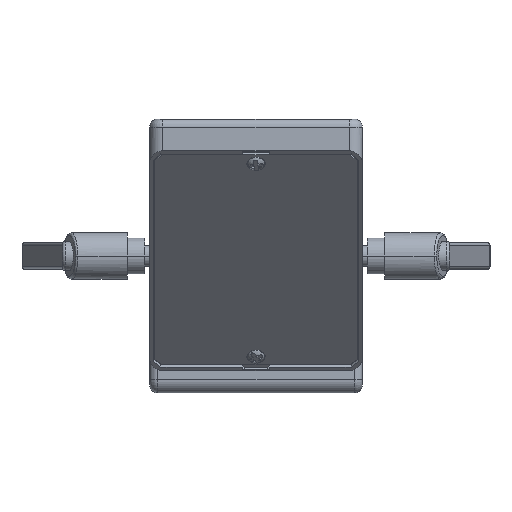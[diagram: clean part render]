
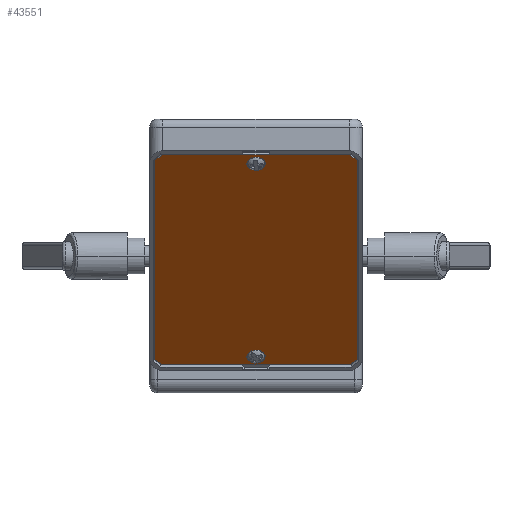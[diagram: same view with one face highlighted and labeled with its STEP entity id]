
A CAD part, front view. The second image highlights one B-rep face of the part: STEP entity #43551.
In plain terms, the highlighted face is planar.
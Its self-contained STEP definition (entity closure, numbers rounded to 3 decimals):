
#40 = EDGE_CURVE ( 'NONE', #39631, #39629, #31647, .T. ) ;
#11219 = CARTESIAN_POINT ( 'NONE',  ( -35.3, 13.442, -92.85 ) ) ;
#11222 = CARTESIAN_POINT ( 'NONE',  ( -38.3, 90.729, -15.564 ) ) ;
#11248 = CARTESIAN_POINT ( 'NONE',  ( 38.3, 15.564, -90.729 ) ) ;
#11286 = CARTESIAN_POINT ( 'NONE',  ( 35.3, 13.442, -92.85 ) ) ;
#11293 = CARTESIAN_POINT ( 'NONE',  ( 38.3, 90.729, -15.564 ) ) ;
#11303 = CARTESIAN_POINT ( 'NONE',  ( -38.3, 15.564, -90.729 ) ) ;
#11318 = CARTESIAN_POINT ( 'NONE',  ( -35.3, 92.85, -13.442 ) ) ;
#11339 = CARTESIAN_POINT ( 'NONE',  ( 35.3, 92.85, -13.442 ) ) ;
#12530 = CARTESIAN_POINT ( 'NONE',  ( 3.213, 16.443, -89.85 ) ) ;
#12614 = CARTESIAN_POINT ( 'NONE',  ( -3.213, 17.018, -89.275 ) ) ;
#12636 = CARTESIAN_POINT ( 'NONE',  ( -1.554, 87.553, -18.74 ) ) ;
#12668 = ORIENTED_EDGE ( 'NONE', *, *, #43385, .F. ) ;
#12670 = ORIENTED_EDGE ( 'NONE', *, *, #43340, .T. ) ;
#12714 = ORIENTED_EDGE ( 'NONE', *, *, #43404, .T. ) ;
#12718 = ORIENTED_EDGE ( 'NONE', *, *, #43355, .T. ) ;
#12719 = CARTESIAN_POINT ( 'NONE',  ( 1.554, 91.572, -14.721 ) ) ;
#12728 = ORIENTED_EDGE ( 'NONE', *, *, #43300, .T. ) ;
#12730 = ORIENTED_EDGE ( 'NONE', *, *, #44540, .F. ) ;
#12738 = ORIENTED_EDGE ( 'NONE', *, *, #43472, .T. ) ;
#12755 = ORIENTED_EDGE ( 'NONE', *, *, #43311, .T. ) ;
#12757 = ORIENTED_EDGE ( 'NONE', *, *, #40, .F. ) ;
#12773 = ORIENTED_EDGE ( 'NONE', *, *, #43400, .F. ) ;
#12779 = ORIENTED_EDGE ( 'NONE', *, *, #43439, .T. ) ;
#12857 = ORIENTED_EDGE ( 'NONE', *, *, #43381, .T. ) ;
#14838 = VECTOR ( 'NONE', #19566, 1000. ) ;
#14864 = VECTOR ( 'NONE', #19445, 1000. ) ;
#14887 = VECTOR ( 'NONE', #24983, 1000. ) ;
#14903 = VECTOR ( 'NONE', #24743, 1000. ) ;
#14904 = AXIS2_PLACEMENT_3D ( 'NONE', #24960, #24968, #24961 ) ;
#14908 = VECTOR ( 'NONE', #19993, 1000. ) ;
#14913 = AXIS2_PLACEMENT_3D ( 'NONE', #24823, #24816, #24792 ) ;
#14916 = CIRCLE ( 'NONE', #14904, 3.239 ) ;
#14917 = VECTOR ( 'NONE', #19831, 1000. ) ;
#14943 = CIRCLE ( 'NONE', #14913, 3.239 ) ;
#14948 = VECTOR ( 'NONE', #25570, 1000. ) ;
#14974 = VECTOR ( 'NONE', #25368, 1000. ) ;
#15111 = AXIS2_PLACEMENT_3D ( 'NONE', #30748, #30752, #30753 ) ;
#16062 = DIRECTION ( 'NONE',  ( 0.48, 0.62, 0.62 ) ) ;
#16067 = CARTESIAN_POINT ( 'NONE',  ( 0., 89.562, -16.73 ) ) ;
#16068 = DIRECTION ( 'NONE',  ( 0., 0.707, -0.707 ) ) ;
#19445 = DIRECTION ( 'NONE',  ( 0.707, 0.5, 0.5 ) ) ;
#19452 = CARTESIAN_POINT ( 'NONE',  ( -38.3, 90.729, -15.564 ) ) ;
#19453 = LINE ( 'NONE', #19452, #14864 ) ;
#19553 = CARTESIAN_POINT ( 'NONE',  ( -38.3, 15.564, -90.729 ) ) ;
#19566 = DIRECTION ( 'NONE',  ( 0., 0.707, 0.707 ) ) ;
#19570 = LINE ( 'NONE', #19553, #14838 ) ;
#19807 = LINE ( 'NONE', #19837, #14917 ) ;
#19831 = DIRECTION ( 'NONE',  ( 1., 0., 0. ) ) ;
#19837 = CARTESIAN_POINT ( 'NONE',  ( 35.3, 92.85, -13.442 ) ) ;
#19990 = CARTESIAN_POINT ( 'NONE',  ( -35.3, 13.442, -92.85 ) ) ;
#19993 = DIRECTION ( 'NONE',  ( -0.707, 0.5, 0.5 ) ) ;
#20026 = LINE ( 'NONE', #19990, #14908 ) ;
#24741 = LINE ( 'NONE', #24748, #14903 ) ;
#24743 = DIRECTION ( 'NONE',  ( -1., 0., 0. ) ) ;
#24748 = CARTESIAN_POINT ( 'NONE',  ( 35.3, 13.442, -92.85 ) ) ;
#24792 = DIRECTION ( 'NONE',  ( 0.48, 0.62, 0.62 ) ) ;
#24816 = DIRECTION ( 'NONE',  ( 0., 0.707, -0.707 ) ) ;
#24823 = CARTESIAN_POINT ( 'NONE',  ( 0., 89.562, -16.73 ) ) ;
#24946 = CARTESIAN_POINT ( 'NONE',  ( 38.3, 15.564, -90.729 ) ) ;
#24960 = CARTESIAN_POINT ( 'NONE',  ( 0., 16.73, -89.562 ) ) ;
#24961 = DIRECTION ( 'NONE',  ( 0.992, -0.089, -0.089 ) ) ;
#24968 = DIRECTION ( 'NONE',  ( 0., 0.707, -0.707 ) ) ;
#24983 = DIRECTION ( 'NONE',  ( 0., -0.707, -0.707 ) ) ;
#24989 = LINE ( 'NONE', #24946, #14887 ) ;
#25340 = LINE ( 'NONE', #25373, #14974 ) ;
#25368 = DIRECTION ( 'NONE',  ( 0.707, -0.5, -0.5 ) ) ;
#25373 = CARTESIAN_POINT ( 'NONE',  ( 38.3, 90.729, -15.564 ) ) ;
#25570 = DIRECTION ( 'NONE',  ( -0.707, -0.5, -0.5 ) ) ;
#25615 = CARTESIAN_POINT ( 'NONE',  ( 35.3, 13.442, -92.85 ) ) ;
#25616 = LINE ( 'NONE', #25615, #14948 ) ;
#30732 = FACE_BOUND ( 'NONE', #35209, .T. ) ;
#30744 = FACE_BOUND ( 'NONE', #35208, .T. ) ;
#30746 = FACE_OUTER_BOUND ( 'NONE', #35177, .T. ) ;
#30747 = PLANE ( 'NONE',  #15111 ) ;
#30748 = CARTESIAN_POINT ( 'NONE',  ( 0., 53.146, -53.146 ) ) ;
#30752 = DIRECTION ( 'NONE',  ( 0., -0.707, 0.707 ) ) ;
#30753 = DIRECTION ( 'NONE',  ( 1., 0., 0. ) ) ;
#31647 = CIRCLE ( 'NONE', #31689, 3.239 ) ;
#31689 = AXIS2_PLACEMENT_3D ( 'NONE', #16067, #16068, #16062 ) ;
#35177 = EDGE_LOOP ( 'NONE', ( #12714, #12738, #12857, #12718, #12755, #12728, #12670, #12779 ) ) ;
#35208 = EDGE_LOOP ( 'NONE', ( #12730, #12773 ) ) ;
#35209 = EDGE_LOOP ( 'NONE', ( #12757, #12668 ) ) ;
#35913 = AXIS2_PLACEMENT_3D ( 'NONE', #37984, #37994, #37985 ) ;
#35938 = CIRCLE ( 'NONE', #35913, 3.239 ) ;
#37308 = VERTEX_POINT ( 'NONE', #11222 ) ;
#37330 = VERTEX_POINT ( 'NONE', #11219 ) ;
#37395 = VERTEX_POINT ( 'NONE', #11248 ) ;
#37426 = VERTEX_POINT ( 'NONE', #11318 ) ;
#37434 = VERTEX_POINT ( 'NONE', #11303 ) ;
#37467 = VERTEX_POINT ( 'NONE', #11286 ) ;
#37505 = VERTEX_POINT ( 'NONE', #11293 ) ;
#37550 = VERTEX_POINT ( 'NONE', #11339 ) ;
#37984 = CARTESIAN_POINT ( 'NONE',  ( 0., 16.73, -89.562 ) ) ;
#37985 = DIRECTION ( 'NONE',  ( 0.992, -0.089, -0.089 ) ) ;
#37994 = DIRECTION ( 'NONE',  ( 0., 0.707, -0.707 ) ) ;
#39535 = VERTEX_POINT ( 'NONE', #12530 ) ;
#39542 = VERTEX_POINT ( 'NONE', #12614 ) ;
#39629 = VERTEX_POINT ( 'NONE', #12636 ) ;
#39631 = VERTEX_POINT ( 'NONE', #12719 ) ;
#43300 = EDGE_CURVE ( 'NONE', #37308, #37426, #19453, .T. ) ;
#43311 = EDGE_CURVE ( 'NONE', #37434, #37308, #19570, .T. ) ;
#43340 = EDGE_CURVE ( 'NONE', #37426, #37550, #19807, .T. ) ;
#43355 = EDGE_CURVE ( 'NONE', #37330, #37434, #20026, .T. ) ;
#43381 = EDGE_CURVE ( 'NONE', #37467, #37330, #24741, .T. ) ;
#43385 = EDGE_CURVE ( 'NONE', #39629, #39631, #14943, .T. ) ;
#43400 = EDGE_CURVE ( 'NONE', #39542, #39535, #14916, .T. ) ;
#43404 = EDGE_CURVE ( 'NONE', #37505, #37395, #24989, .T. ) ;
#43439 = EDGE_CURVE ( 'NONE', #37550, #37505, #25340, .T. ) ;
#43472 = EDGE_CURVE ( 'NONE', #37395, #37467, #25616, .T. ) ;
#43551 = ADVANCED_FACE ( 'NONE', ( #30744, #30732, #30746 ), #30747, .F. ) ;
#44540 = EDGE_CURVE ( 'NONE', #39535, #39542, #35938, .T. ) ;
